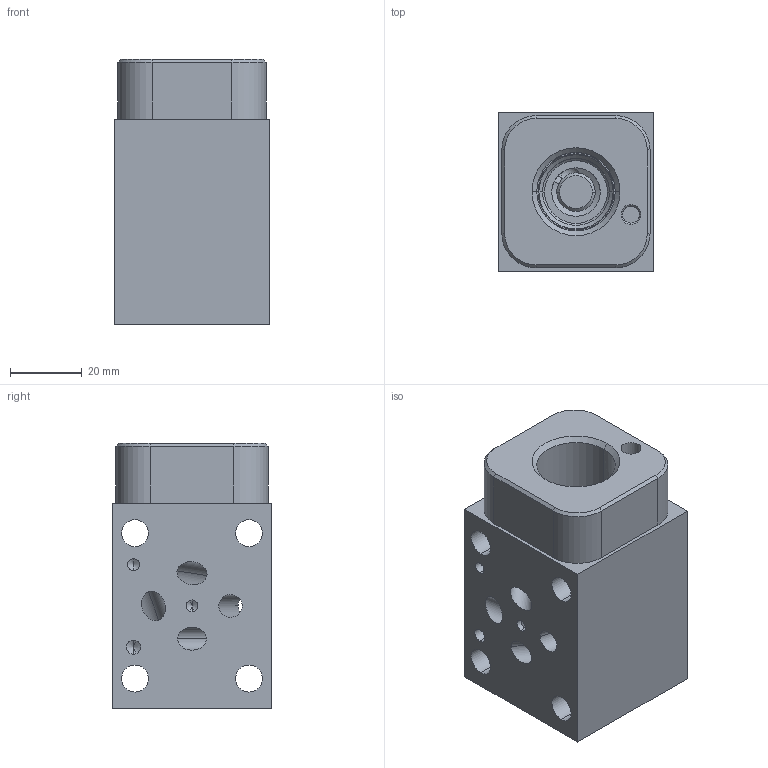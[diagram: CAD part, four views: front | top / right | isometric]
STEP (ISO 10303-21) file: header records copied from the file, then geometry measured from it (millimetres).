
FILE_DESCRIPTION((''),'2;1');
FILE_NAME('EBW_ASM','2019-07-22T',('ProEService'),(''),'PRO/ENGINEER BY PARAMETRIC TECHNOLOGY CORPORATION, 2014200','PRO/ENGINEER BY PARAMETRIC TECHNOLOGY CORPORATION, 2014200','');
FILE_SCHEMA(('CONFIG_CONTROL_DESIGN'));
Length unit declared in the file: inch
Products named in the file (7): 150-227-001; 850-004-218; 340-003; 500-001-012; 700-002; 811-001-006; EBW_ASM
Assembly tree (6 placements, depth 2):
  EBW_ASM
    150-227-001
    850-004-218
    340-003
    500-001-012
    700-002
    811-001-006
Bounding box: 43.18 x 44.45 x 73.81 mm (x, y, z)
Volume: 104370.1 mm3; surface area: 29264.5 mm2
Topology: 3 solids, 3 shells, 154 faces, 626 edges, 594 vertices
Faces by surface type: cylinder 67, cone 42, plane 33, sphere 12
Entity records: 7634 total; most frequent: CARTESIAN_POINT 2556, DIRECTION 1058, ORIENTED_EDGE 750, VECTOR 402, LINE 402, EDGE_CURVE 375, AXIS2_PLACEMENT_3D 328, VERTEX_POINT 235
